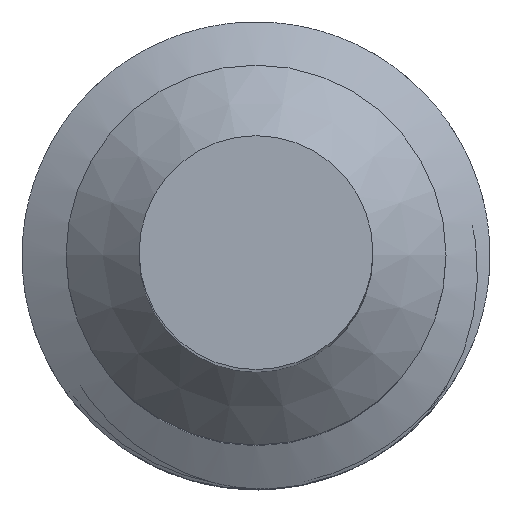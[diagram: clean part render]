
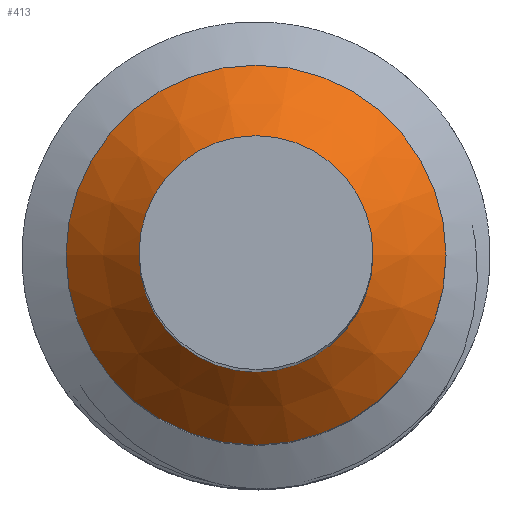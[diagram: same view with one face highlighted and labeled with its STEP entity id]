
A CAD part, top view. The second image highlights one B-rep face of the part: STEP entity #413.
In plain terms, the highlighted conical face has half-angle 45 degrees and reference radius 2.625 mm.
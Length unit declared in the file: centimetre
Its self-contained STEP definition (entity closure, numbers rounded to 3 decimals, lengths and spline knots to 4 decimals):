
#15=CONICAL_SURFACE('',#457,0.2625,45.);
#75=FACE_BOUND('',#151,.T.);
#106=FACE_OUTER_BOUND('',#150,.T.);
#150=EDGE_LOOP('',(#337));
#151=EDGE_LOOP('',(#338));
#180=CIRCLE('',#456,0.2);
#181=CIRCLE('',#458,0.325);
#215=VERTEX_POINT('',#2120);
#216=VERTEX_POINT('',#2123);
#259=EDGE_CURVE('',#215,#215,#180,.T.);
#260=EDGE_CURVE('',#216,#216,#181,.T.);
#337=ORIENTED_EDGE('',*,*,#259,.T.);
#338=ORIENTED_EDGE('',*,*,#260,.F.);
#413=ADVANCED_FACE('',(#106,#75),#15,.T.);
#456=AXIS2_PLACEMENT_3D('',#2121,#539,#540);
#457=AXIS2_PLACEMENT_3D('',#2122,#541,#542);
#458=AXIS2_PLACEMENT_3D('',#2124,#543,#544);
#539=DIRECTION('center_axis',(0.,0.,-1.));
#540=DIRECTION('ref_axis',(1.,0.,0.));
#541=DIRECTION('center_axis',(0.,0.,-1.));
#542=DIRECTION('ref_axis',(-1.,0.,0.));
#543=DIRECTION('center_axis',(0.,0.,-1.));
#544=DIRECTION('ref_axis',(1.,0.,0.));
#2120=CARTESIAN_POINT('',(-0.6036,0.496,-0.4));
#2121=CARTESIAN_POINT('Origin',(-0.4036,0.496,-0.4));
#2122=CARTESIAN_POINT('Origin',(-0.4036,0.496,-0.4625));
#2123=CARTESIAN_POINT('',(-0.7286,0.496,-0.525));
#2124=CARTESIAN_POINT('Origin',(-0.4036,0.496,-0.525));
